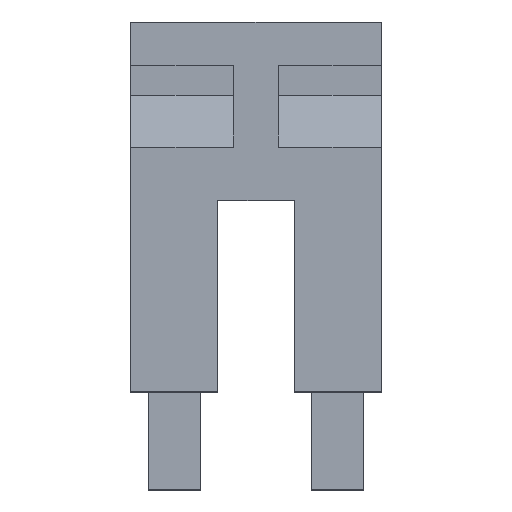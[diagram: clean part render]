
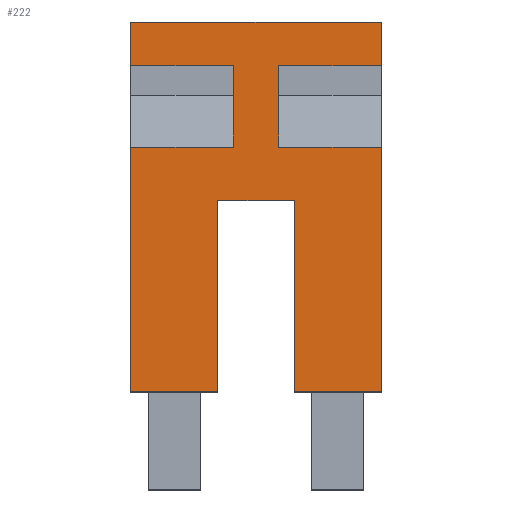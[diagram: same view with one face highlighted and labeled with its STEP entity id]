
A CAD part, top view. The second image highlights one B-rep face of the part: STEP entity #222.
In plain terms, the highlighted planar face has unit normal (0, 0, 1).
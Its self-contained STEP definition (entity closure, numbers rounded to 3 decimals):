
#222=ADVANCED_FACE('',(#294),#258,.T.);
#258=PLANE('',#911);
#294=FACE_OUTER_BOUND('',#328,.T.);
#328=EDGE_LOOP('',(#369,#370,#371,#372,#373,#374,#375,#376,#377,#378,#379,
#380,#381,#382,#383,#384));
#369=ORIENTED_EDGE('',*,*,#625,.F.);
#370=ORIENTED_EDGE('',*,*,#626,.F.);
#371=ORIENTED_EDGE('',*,*,#627,.T.);
#372=ORIENTED_EDGE('',*,*,#628,.F.);
#373=ORIENTED_EDGE('',*,*,#629,.F.);
#374=ORIENTED_EDGE('',*,*,#621,.T.);
#375=ORIENTED_EDGE('',*,*,#630,.T.);
#376=ORIENTED_EDGE('',*,*,#631,.F.);
#377=ORIENTED_EDGE('',*,*,#632,.T.);
#378=ORIENTED_EDGE('',*,*,#633,.F.);
#379=ORIENTED_EDGE('',*,*,#634,.T.);
#380=ORIENTED_EDGE('',*,*,#635,.T.);
#381=ORIENTED_EDGE('',*,*,#636,.F.);
#382=ORIENTED_EDGE('',*,*,#637,.T.);
#383=ORIENTED_EDGE('',*,*,#638,.T.);
#384=ORIENTED_EDGE('',*,*,#639,.F.);
#557=VERTEX_POINT('',#1118);
#558=VERTEX_POINT('',#1119);
#561=VERTEX_POINT('',#1127);
#562=VERTEX_POINT('',#1128);
#563=VERTEX_POINT('',#1130);
#564=VERTEX_POINT('',#1132);
#565=VERTEX_POINT('',#1134);
#566=VERTEX_POINT('',#1137);
#567=VERTEX_POINT('',#1139);
#568=VERTEX_POINT('',#1141);
#569=VERTEX_POINT('',#1143);
#570=VERTEX_POINT('',#1145);
#571=VERTEX_POINT('',#1147);
#572=VERTEX_POINT('',#1149);
#573=VERTEX_POINT('',#1151);
#574=VERTEX_POINT('',#1153);
#621=EDGE_CURVE('',#557,#558,#717,.T.);
#625=EDGE_CURVE('',#561,#562,#721,.T.);
#626=EDGE_CURVE('',#563,#561,#722,.T.);
#627=EDGE_CURVE('',#563,#564,#723,.T.);
#628=EDGE_CURVE('',#565,#564,#724,.T.);
#629=EDGE_CURVE('',#557,#565,#725,.T.);
#630=EDGE_CURVE('',#558,#566,#726,.T.);
#631=EDGE_CURVE('',#567,#566,#727,.T.);
#632=EDGE_CURVE('',#567,#568,#728,.T.);
#633=EDGE_CURVE('',#569,#568,#729,.T.);
#634=EDGE_CURVE('',#569,#570,#730,.T.);
#635=EDGE_CURVE('',#570,#571,#731,.T.);
#636=EDGE_CURVE('',#572,#571,#732,.T.);
#637=EDGE_CURVE('',#572,#573,#733,.T.);
#638=EDGE_CURVE('',#573,#574,#734,.T.);
#639=EDGE_CURVE('',#562,#574,#735,.T.);
#717=LINE('',#1117,#813);
#721=LINE('',#1126,#817);
#722=LINE('',#1129,#818);
#723=LINE('',#1131,#819);
#724=LINE('',#1133,#820);
#725=LINE('',#1135,#821);
#726=LINE('',#1136,#822);
#727=LINE('',#1138,#823);
#728=LINE('',#1140,#824);
#729=LINE('',#1142,#825);
#730=LINE('',#1144,#826);
#731=LINE('',#1146,#827);
#732=LINE('',#1148,#828);
#733=LINE('',#1150,#829);
#734=LINE('',#1152,#830);
#735=LINE('',#1154,#831);
#813=VECTOR('',#948,1.);
#817=VECTOR('',#954,1.);
#818=VECTOR('',#955,1.);
#819=VECTOR('',#956,1.);
#820=VECTOR('',#957,1.);
#821=VECTOR('',#958,1.);
#822=VECTOR('',#959,1.);
#823=VECTOR('',#960,1.);
#824=VECTOR('',#961,1.);
#825=VECTOR('',#962,1.);
#826=VECTOR('',#963,1.);
#827=VECTOR('',#964,1.);
#828=VECTOR('',#965,1.);
#829=VECTOR('',#966,1.);
#830=VECTOR('',#967,1.);
#831=VECTOR('',#968,1.);
#911=AXIS2_PLACEMENT_3D('',#1155,#969,#970);
#948=DIRECTION('',(-1.,0.,0.));
#954=DIRECTION('',(0.,-1.,0.));
#955=DIRECTION('',(1.,0.,0.));
#956=DIRECTION('',(0.,1.,0.));
#957=DIRECTION('',(-1.,0.,0.));
#958=DIRECTION('',(0.,-1.,0.));
#959=DIRECTION('',(0.,-1.,0.));
#960=DIRECTION('',(-1.,0.,0.));
#961=DIRECTION('',(0.,-1.,0.));
#962=DIRECTION('',(1.,0.,0.));
#963=DIRECTION('',(0.,-1.,0.));
#964=DIRECTION('',(1.,0.,0.));
#965=DIRECTION('',(0.,-1.,0.));
#966=DIRECTION('',(1.,0.,0.));
#967=DIRECTION('',(0.,-1.,0.));
#968=DIRECTION('',(-1.,0.,0.));
#969=DIRECTION('',(0.,0.,1.));
#970=DIRECTION('',(-1.,0.,0.));
#1117=CARTESIAN_POINT('',(0.,3.,2.));
#1118=CARTESIAN_POINT('',(9.699,3.,2.));
#1119=CARTESIAN_POINT('',(-1.8,3.,2.));
#1126=CARTESIAN_POINT('',(9.699,0.,2.));
#1127=CARTESIAN_POINT('',(9.699,-2.747,2.));
#1128=CARTESIAN_POINT('',(9.699,-14.,2.));
#1129=CARTESIAN_POINT('',(0.,-2.747,2.));
#1130=CARTESIAN_POINT('',(5.,-2.747,2.));
#1131=CARTESIAN_POINT('',(5.,-5.2,2.));
#1132=CARTESIAN_POINT('',(5.,1.,2.));
#1133=CARTESIAN_POINT('',(29.2,1.,2.));
#1134=CARTESIAN_POINT('',(9.699,1.,2.));
#1135=CARTESIAN_POINT('',(9.699,0.,2.));
#1136=CARTESIAN_POINT('',(-1.8,0.,2.));
#1137=CARTESIAN_POINT('',(-1.8,1.,2.));
#1138=CARTESIAN_POINT('',(0.,1.,2.));
#1139=CARTESIAN_POINT('',(2.9,1.,2.));
#1140=CARTESIAN_POINT('',(2.9,2.7,2.));
#1141=CARTESIAN_POINT('',(2.9,-2.747,2.));
#1142=CARTESIAN_POINT('',(0.,-2.747,2.));
#1143=CARTESIAN_POINT('',(-1.8,-2.747,2.));
#1144=CARTESIAN_POINT('',(-1.8,1.,2.));
#1145=CARTESIAN_POINT('',(-1.8,-14.,2.));
#1146=CARTESIAN_POINT('',(-1.5,-14.,2.));
#1147=CARTESIAN_POINT('',(2.2,-14.,2.));
#1148=CARTESIAN_POINT('',(2.2,0.,2.));
#1149=CARTESIAN_POINT('',(2.2,-5.2,2.));
#1150=CARTESIAN_POINT('',(1.9,-5.2,2.));
#1151=CARTESIAN_POINT('',(5.701,-5.2,2.));
#1152=CARTESIAN_POINT('',(5.701,-13.,2.));
#1153=CARTESIAN_POINT('',(5.701,-14.,2.));
#1154=CARTESIAN_POINT('',(0.,-14.,2.));
#1155=CARTESIAN_POINT('',(0.,0.,2.));
